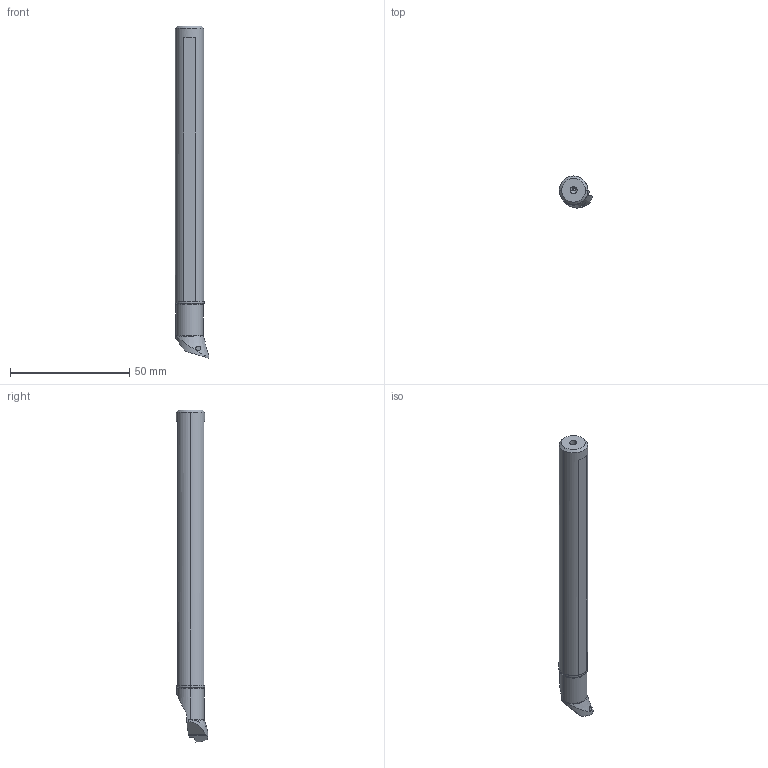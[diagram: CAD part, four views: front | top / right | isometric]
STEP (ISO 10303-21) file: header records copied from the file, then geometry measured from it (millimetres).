
FILE_DESCRIPTION(/* description */ (''),/* implementation_level */ '2;1');
FILE_NAME(/* name */ 'C16-12SDQCL07-140-C.stp',/* time_stamp */ '2023-04-24T14:51:44+09:00',/* author */ (''),/* organization */ (''),/* preprocessor_version */ 'ST-DEVELOPER v16',/* originating_system */ 'SIEMENS PLM Software NX 10.0',/* authorisation */ '');
FILE_SCHEMA (('AUTOMOTIVE_DESIGN { 1 0 10303 214 3 1 1 1 }'));
Length unit declared in the file: millimetre
Products named in the file (1): C16-12SDQCL07-140-C_ASM
Bounding box: 14.12 x 13.3 x 139.36 mm (x, y, z)
Volume: 13483.3 mm3; surface area: 6544 mm2
Topology: 2 solids, 2 shells, 87 faces, 228 edges, 145 vertices
Faces by surface type: cylinder 41, plane 20, cone 17, torus 7, sphere 2
Entity records: 3243 total; most frequent: CARTESIAN_POINT 1004, DIRECTION 470, ORIENTED_EDGE 444, EDGE_CURVE 222, AXIS2_PLACEMENT_3D 191, VERTEX_POINT 142, EDGE_LOOP 94, LINE 88
